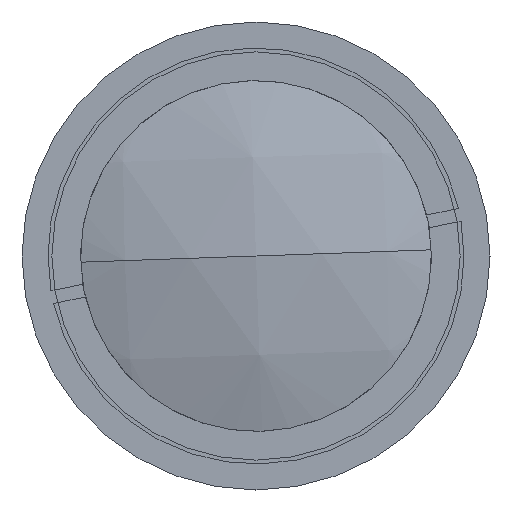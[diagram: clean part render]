
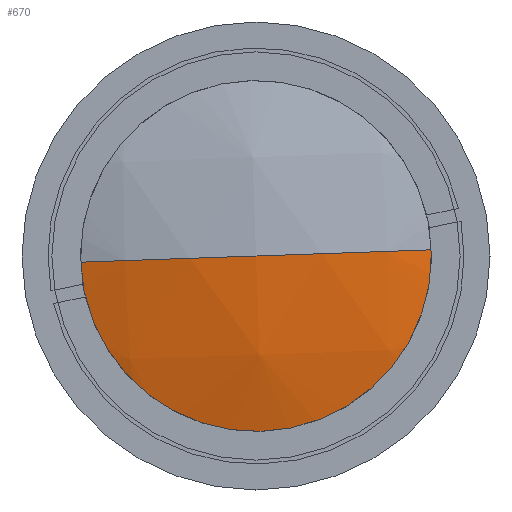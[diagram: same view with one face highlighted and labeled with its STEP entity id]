
A CAD part, left-side view. The second image highlights one B-rep face of the part: STEP entity #670.
In plain terms, the highlighted spherical face has radius 46.44 mm.
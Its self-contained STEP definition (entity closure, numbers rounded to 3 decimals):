
#17 = CARTESIAN_POINT ( 'NONE',  ( 47.84, 0., 0. ) ) ;
#117 = EDGE_CURVE ( 'NONE', #263, #579, #1031, .T. ) ;
#158 = DIRECTION ( 'NONE',  ( 0., 0.999, -0.035 ) ) ;
#177 = EDGE_CURVE ( 'NONE', #263, #1204, #1293, .T. ) ;
#227 = CARTESIAN_POINT ( 'NONE',  ( 1.4, 0., 0. ) ) ;
#263 = VERTEX_POINT ( 'NONE', #636 ) ;
#276 = SPHERICAL_SURFACE ( 'NONE', #1521, 46.44 ) ;
#466 = CARTESIAN_POINT ( 'NONE',  ( 47.84, 0., 0. ) ) ;
#548 = ORIENTED_EDGE ( 'NONE', *, *, #887, .T. ) ;
#579 = VERTEX_POINT ( 'NONE', #1244 ) ;
#636 = CARTESIAN_POINT ( 'NONE',  ( 3.889, 14.991, -0.528 ) ) ;
#670 = ADVANCED_FACE ( 'NONE', ( #1949 ), #276, .T. ) ;
#740 = AXIS2_PLACEMENT_3D ( 'NONE', #17, #1128, #158 ) ;
#786 = CIRCLE ( 'NONE', #740, 46.44 ) ;
#887 = EDGE_CURVE ( 'NONE', #579, #1204, #786, .T. ) ;
#972 = AXIS2_PLACEMENT_3D ( 'NONE', #1391, #1719, #1087 ) ;
#1031 = CIRCLE ( 'NONE', #972, 15. ) ;
#1087 = DIRECTION ( 'NONE',  ( 0., 0.035, 0.999 ) ) ;
#1128 = DIRECTION ( 'NONE',  ( 0., -0.035, -0.999 ) ) ;
#1147 = DIRECTION ( 'NONE',  ( 0., -0.999, 0.035 ) ) ;
#1204 = VERTEX_POINT ( 'NONE', #227 ) ;
#1244 = CARTESIAN_POINT ( 'NONE',  ( 3.889, -14.991, 0.528 ) ) ;
#1293 = CIRCLE ( 'NONE', #1356, 46.44 ) ;
#1300 = DIRECTION ( 'NONE',  ( 0., 0.035, 0.999 ) ) ;
#1313 = ORIENTED_EDGE ( 'NONE', *, *, #117, .T. ) ;
#1352 = ORIENTED_EDGE ( 'NONE', *, *, #177, .F. ) ;
#1356 = AXIS2_PLACEMENT_3D ( 'NONE', #1553, #1300, #1147 ) ;
#1391 = CARTESIAN_POINT ( 'NONE',  ( 3.889, 0., 0. ) ) ;
#1403 = DIRECTION ( 'NONE',  ( 0., -0.035, -0.999 ) ) ;
#1521 = AXIS2_PLACEMENT_3D ( 'NONE', #466, #1403, #1562 ) ;
#1553 = CARTESIAN_POINT ( 'NONE',  ( 47.84, 0., 0. ) ) ;
#1562 = DIRECTION ( 'NONE',  ( 0., 0.999, -0.035 ) ) ;
#1578 = EDGE_LOOP ( 'NONE', ( #1313, #548, #1352 ) ) ;
#1719 = DIRECTION ( 'NONE',  ( -1., 0., 0. ) ) ;
#1949 = FACE_OUTER_BOUND ( 'NONE', #1578, .T. ) ;
